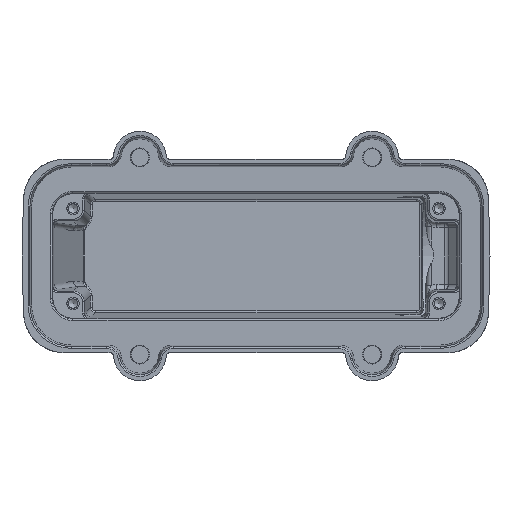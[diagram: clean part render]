
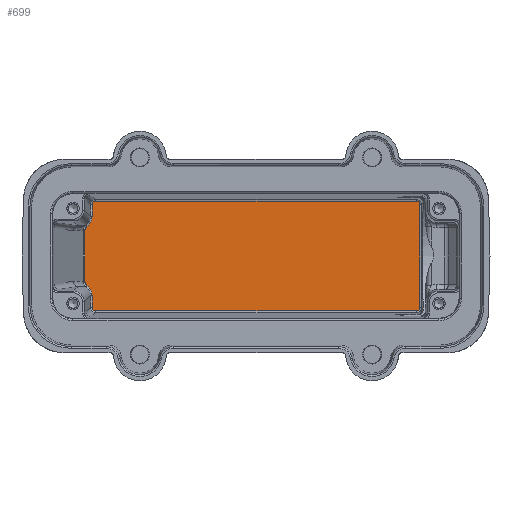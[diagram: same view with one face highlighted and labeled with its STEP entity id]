
A CAD part, front view. The second image highlights one B-rep face of the part: STEP entity #699.
In plain terms, the highlighted planar face has unit normal (0, -1, 0).
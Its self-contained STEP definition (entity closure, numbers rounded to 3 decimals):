
#392=PLANE('',#11341);
#673=ELLIPSE('',#11335,3.502,3.5);
#674=ELLIPSE('',#11336,3.502,3.5);
#675=ELLIPSE('',#11337,1.001,1.);
#676=ELLIPSE('',#11338,1.001,1.);
#677=ELLIPSE('',#11339,1.001,1.);
#678=ELLIPSE('',#11340,1.001,1.);
#699=ADVANCED_FACE('',(#1613),#392,.F.);
#1613=FACE_OUTER_BOUND('',#2230,.T.);
#2230=EDGE_LOOP('',(#4816,#4817,#4818,#4819,#4820,#4821,#4822,#4823,#4824,
#4825,#4826,#4827,#4828,#4829));
#3276=LINE('',#15111,#4035);
#3277=LINE('',#15126,#4036);
#3278=LINE('',#15130,#4037);
#3279=LINE('',#15134,#4038);
#3280=LINE('',#15138,#4039);
#3281=LINE('',#15142,#4040);
#4035=VECTOR('',#12309,1.);
#4036=VECTOR('',#12312,1.);
#4037=VECTOR('',#12315,1.);
#4038=VECTOR('',#12318,1.);
#4039=VECTOR('',#12321,1.);
#4040=VECTOR('',#12324,1.);
#4816=ORIENTED_EDGE('',*,*,#9129,.T.);
#4817=ORIENTED_EDGE('',*,*,#9130,.T.);
#4818=ORIENTED_EDGE('',*,*,#9131,.T.);
#4819=ORIENTED_EDGE('',*,*,#9132,.T.);
#4820=ORIENTED_EDGE('',*,*,#9133,.T.);
#4821=ORIENTED_EDGE('',*,*,#9134,.T.);
#4822=ORIENTED_EDGE('',*,*,#9135,.T.);
#4823=ORIENTED_EDGE('',*,*,#9136,.T.);
#4824=ORIENTED_EDGE('',*,*,#9137,.T.);
#4825=ORIENTED_EDGE('',*,*,#9138,.T.);
#4826=ORIENTED_EDGE('',*,*,#9139,.T.);
#4827=ORIENTED_EDGE('',*,*,#9140,.T.);
#4828=ORIENTED_EDGE('',*,*,#9141,.T.);
#4829=ORIENTED_EDGE('',*,*,#9142,.T.);
#8090=VERTEX_POINT('',#15098);
#8091=VERTEX_POINT('',#15099);
#8092=VERTEX_POINT('',#15110);
#8093=VERTEX_POINT('',#15112);
#8094=VERTEX_POINT('',#15123);
#8095=VERTEX_POINT('',#15125);
#8096=VERTEX_POINT('',#15127);
#8097=VERTEX_POINT('',#15129);
#8098=VERTEX_POINT('',#15131);
#8099=VERTEX_POINT('',#15133);
#8100=VERTEX_POINT('',#15135);
#8101=VERTEX_POINT('',#15137);
#8102=VERTEX_POINT('',#15139);
#8103=VERTEX_POINT('',#15141);
#9129=EDGE_CURVE('',#8090,#8091,#673,.T.);
#9130=EDGE_CURVE('',#8091,#8092,#10750,.T.);
#9131=EDGE_CURVE('',#8092,#8093,#3276,.T.);
#9132=EDGE_CURVE('',#8093,#8094,#10751,.T.);
#9133=EDGE_CURVE('',#8094,#8095,#674,.T.);
#9134=EDGE_CURVE('',#8095,#8096,#3277,.T.);
#9135=EDGE_CURVE('',#8096,#8097,#675,.T.);
#9136=EDGE_CURVE('',#8097,#8098,#3278,.T.);
#9137=EDGE_CURVE('',#8098,#8099,#676,.T.);
#9138=EDGE_CURVE('',#8099,#8100,#3279,.T.);
#9139=EDGE_CURVE('',#8100,#8101,#677,.T.);
#9140=EDGE_CURVE('',#8101,#8102,#3280,.T.);
#9141=EDGE_CURVE('',#8102,#8103,#678,.T.);
#9142=EDGE_CURVE('',#8103,#8090,#3281,.T.);
#10750=B_SPLINE_CURVE_WITH_KNOTS('',3,(#15100,#15101,#15102,#15103,#15104,
#15105,#15106,#15107,#15108,#15109),.UNSPECIFIED.,.F.,.F.,(4,3,3,4),(0.,
0.347,0.694,1.),.UNSPECIFIED.);
#10751=B_SPLINE_CURVE_WITH_KNOTS('',3,(#15113,#15114,#15115,#15116,#15117,
#15118,#15119,#15120,#15121,#15122),.UNSPECIFIED.,.F.,.F.,(4,3,3,4),(0.,
0.339,0.678,1.),.UNSPECIFIED.);
#11335=AXIS2_PLACEMENT_3D('',#15097,#12307,#12308);
#11336=AXIS2_PLACEMENT_3D('',#15124,#12310,#12311);
#11337=AXIS2_PLACEMENT_3D('',#15128,#12313,#12314);
#11338=AXIS2_PLACEMENT_3D('',#15132,#12316,#12317);
#11339=AXIS2_PLACEMENT_3D('',#15136,#12319,#12320);
#11340=AXIS2_PLACEMENT_3D('',#15140,#12322,#12323);
#11341=AXIS2_PLACEMENT_3D('',#15143,#12325,#12326);
#12307=DIRECTION('',(0.,1.,0.));
#12308=DIRECTION('',(-0.707,0.,0.707));
#12309=DIRECTION('',(0.,0.,-1.));
#12310=DIRECTION('',(0.,1.,0.));
#12311=DIRECTION('',(-0.707,0.,-0.707));
#12312=DIRECTION('',(0.,0.,-1.));
#12313=DIRECTION('',(0.,-1.,0.));
#12314=DIRECTION('',(-0.707,0.,-0.707));
#12315=DIRECTION('',(1.,0.,0.));
#12316=DIRECTION('',(0.,-1.,0.));
#12317=DIRECTION('',(-0.707,0.,0.707));
#12318=DIRECTION('',(0.,0.,1.));
#12319=DIRECTION('',(0.,-1.,0.));
#12320=DIRECTION('',(0.707,0.,0.707));
#12321=DIRECTION('',(-1.,0.,0.));
#12322=DIRECTION('',(0.,-1.,0.));
#12323=DIRECTION('',(0.707,0.,-0.707));
#12324=DIRECTION('',(0.,0.,-1.));
#12325=DIRECTION('',(0.,1.,0.));
#12326=DIRECTION('',(-1.,0.,0.));
#15097=CARTESIAN_POINT('',(-50.089,67.8,11.239));
#15098=CARTESIAN_POINT('',(-46.588,67.8,11.236));
#15099=CARTESIAN_POINT('',(-48.149,67.8,8.322));
#15100=CARTESIAN_POINT('',(-48.149,67.8,8.322));
#15101=CARTESIAN_POINT('',(-48.245,67.8,8.259));
#15102=CARTESIAN_POINT('',(-48.331,67.8,8.178));
#15103=CARTESIAN_POINT('',(-48.4,67.8,8.087));
#15104=CARTESIAN_POINT('',(-48.469,67.8,7.995));
#15105=CARTESIAN_POINT('',(-48.524,67.8,7.89));
#15106=CARTESIAN_POINT('',(-48.558,67.8,7.781));
#15107=CARTESIAN_POINT('',(-48.589,67.8,7.684));
#15108=CARTESIAN_POINT('',(-48.605,67.8,7.582));
#15109=CARTESIAN_POINT('',(-48.605,67.8,7.48));
#15110=CARTESIAN_POINT('',(-48.605,67.8,7.48));
#15111=CARTESIAN_POINT('',(-48.605,67.8,0.));
#15112=CARTESIAN_POINT('',(-48.605,67.8,-7.48));
#15113=CARTESIAN_POINT('',(-48.605,67.8,-7.48));
#15114=CARTESIAN_POINT('',(-48.605,67.8,-7.592));
#15115=CARTESIAN_POINT('',(-48.585,67.8,-7.706));
#15116=CARTESIAN_POINT('',(-48.548,67.8,-7.812));
#15117=CARTESIAN_POINT('',(-48.511,67.8,-7.918));
#15118=CARTESIAN_POINT('',(-48.455,67.8,-8.018));
#15119=CARTESIAN_POINT('',(-48.385,67.8,-8.106));
#15120=CARTESIAN_POINT('',(-48.319,67.8,-8.189));
#15121=CARTESIAN_POINT('',(-48.238,67.8,-8.263));
#15122=CARTESIAN_POINT('',(-48.15,67.8,-8.322));
#15123=CARTESIAN_POINT('',(-48.15,67.8,-8.322));
#15124=CARTESIAN_POINT('',(-50.089,67.8,-11.239));
#15125=CARTESIAN_POINT('',(-46.588,67.8,-11.236));
#15126=CARTESIAN_POINT('',(-46.588,67.8,0.));
#15127=CARTESIAN_POINT('',(-46.588,67.8,-14.623));
#15128=CARTESIAN_POINT('',(-45.587,67.8,-14.623));
#15129=CARTESIAN_POINT('',(-45.588,67.8,-15.623));
#15130=CARTESIAN_POINT('',(-25.079,67.8,-15.623));
#15131=CARTESIAN_POINT('',(45.588,67.8,-15.623));
#15132=CARTESIAN_POINT('',(45.587,67.8,-14.623));
#15133=CARTESIAN_POINT('',(46.588,67.8,-14.623));
#15134=CARTESIAN_POINT('',(46.588,67.8,14.611));
#15135=CARTESIAN_POINT('',(46.588,67.8,14.623));
#15136=CARTESIAN_POINT('',(45.587,67.8,14.623));
#15137=CARTESIAN_POINT('',(45.588,67.8,15.623));
#15138=CARTESIAN_POINT('',(-45.575,67.8,15.623));
#15139=CARTESIAN_POINT('',(-45.588,67.8,15.623));
#15140=CARTESIAN_POINT('',(-45.587,67.8,14.623));
#15141=CARTESIAN_POINT('',(-46.588,67.8,14.623));
#15142=CARTESIAN_POINT('',(-46.588,67.8,0.));
#15143=CARTESIAN_POINT('',(-25.079,67.8,0.));
